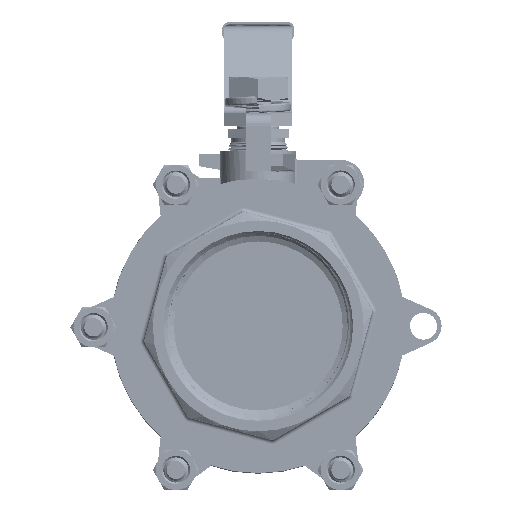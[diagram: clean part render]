
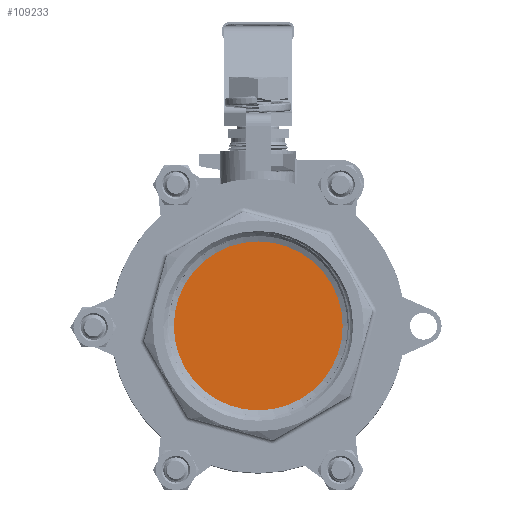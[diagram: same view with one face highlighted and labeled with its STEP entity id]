
A CAD part, front view. The second image highlights one B-rep face of the part: STEP entity #109233.
In plain terms, the highlighted planar face has unit normal (0, -1, 0).
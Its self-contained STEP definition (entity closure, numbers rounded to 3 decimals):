
#109208=CARTESIAN_POINT('',(-20.025,-49.8,35.044));
#109209=DIRECTION('',(0.,-1.,0.));
#109210=DIRECTION('',(1.,0.,0.));
#109211=AXIS2_PLACEMENT_3D('',#109208,#109209,#109210);
#109212=PLANE('',#109211);
#109213=CARTESIAN_POINT('',(-20.025,-49.8,35.044));
#109214=VERTEX_POINT('',#109213);
#109215=CARTESIAN_POINT('',(20.025,-49.8,-34.325));
#109216=VERTEX_POINT('',#109215);
#109217=CARTESIAN_POINT('',(0.,-49.8,0.359));
#109218=DIRECTION('',(-0.,1.,-0.));
#109219=DIRECTION('',(-0.5,0.,0.866));
#109220=AXIS2_PLACEMENT_3D('',#109217,#109218,#109219);
#109221=CIRCLE('',#109220,40.05);
#109222=EDGE_CURVE('',#109214,#109216,#109221,.T.);
#109223=ORIENTED_EDGE('',*,*,#109222,.F.);
#109224=CARTESIAN_POINT('',(0.,-49.8,0.359));
#109225=DIRECTION('',(-0.,1.,-0.));
#109226=DIRECTION('',(-0.5,0.,0.866));
#109227=AXIS2_PLACEMENT_3D('',#109224,#109225,#109226);
#109228=CIRCLE('',#109227,40.05);
#109229=EDGE_CURVE('',#109216,#109214,#109228,.T.);
#109230=ORIENTED_EDGE('',*,*,#109229,.F.);
#109231=EDGE_LOOP('',(#109223,#109230));
#109232=FACE_BOUND('',#109231,.T.);
#109233=ADVANCED_FACE('',(#109232),#109212,.T.);
